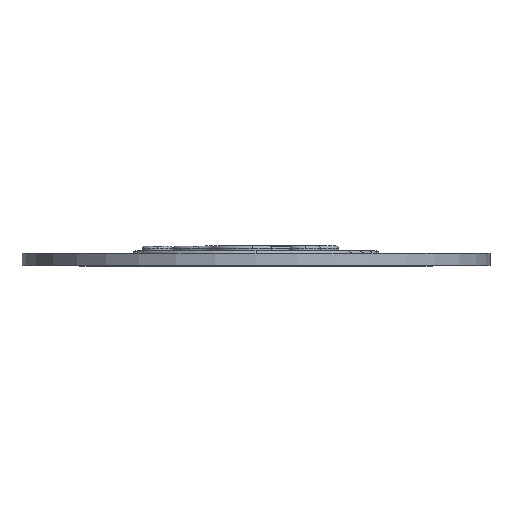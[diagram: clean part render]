
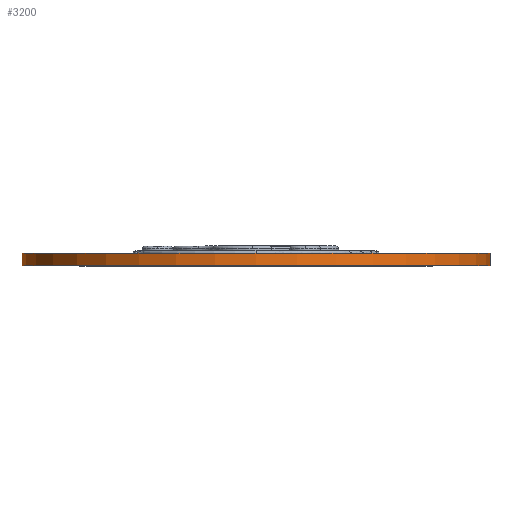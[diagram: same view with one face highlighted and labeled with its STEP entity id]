
A CAD part, top view. The second image highlights one B-rep face of the part: STEP entity #3200.
In plain terms, the highlighted cylindrical face has radius 95 mm (diameter 190 mm), a partial arc.
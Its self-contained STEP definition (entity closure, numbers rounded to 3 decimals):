
#18 = CARTESIAN_POINT ( 'NONE',  ( 0., 26.091, 0. ) ) ;
#43 = CARTESIAN_POINT ( 'NONE',  ( 0., 31.091, 0. ) ) ;
#116 = CIRCLE ( 'NONE', #2388, 95. ) ;
#283 = CIRCLE ( 'NONE', #3383, 95. ) ;
#290 = ORIENTED_EDGE ( 'NONE', *, *, #4054, .F. ) ;
#315 = EDGE_CURVE ( 'NONE', #4798, #4635, #4488, .T. ) ;
#595 = CARTESIAN_POINT ( 'NONE',  ( 95., 26.091, 0. ) ) ;
#837 = DIRECTION ( 'NONE',  ( 0., -1., 0. ) ) ;
#859 = DIRECTION ( 'NONE',  ( 0., 0., -1. ) ) ;
#886 = DIRECTION ( 'NONE',  ( 0., -1., 0. ) ) ;
#952 = CARTESIAN_POINT ( 'NONE',  ( 95., 31.091, 0. ) ) ;
#1115 = ORIENTED_EDGE ( 'NONE', *, *, #4132, .T. ) ;
#1413 = CARTESIAN_POINT ( 'NONE',  ( -95., 31.091, 0. ) ) ;
#1434 = CYLINDRICAL_SURFACE ( 'NONE', #2584, 95. ) ;
#1639 = CARTESIAN_POINT ( 'NONE',  ( 95., 31.091, 0. ) ) ;
#1725 = LINE ( 'NONE', #4506, #2974 ) ;
#2132 = DIRECTION ( 'NONE',  ( 0., -1., 0. ) ) ;
#2388 = AXIS2_PLACEMENT_3D ( 'NONE', #43, #886, #859 ) ;
#2526 = VERTEX_POINT ( 'NONE', #3686 ) ;
#2584 = AXIS2_PLACEMENT_3D ( 'NONE', #3032, #4624, #4719 ) ;
#2974 = VECTOR ( 'NONE', #4078, 1000. ) ;
#3032 = CARTESIAN_POINT ( 'NONE',  ( 0., 31.091, 0. ) ) ;
#3200 = ADVANCED_FACE ( 'NONE', ( #5014 ), #1434, .T. ) ;
#3296 = ORIENTED_EDGE ( 'NONE', *, *, #4123, .T. ) ;
#3383 = AXIS2_PLACEMENT_3D ( 'NONE', #18, #837, #4375 ) ;
#3677 = EDGE_LOOP ( 'NONE', ( #1115, #3296, #290, #4592 ) ) ;
#3686 = CARTESIAN_POINT ( 'NONE',  ( -95., 26.091, 0. ) ) ;
#4054 = EDGE_CURVE ( 'NONE', #4635, #2526, #283, .T. ) ;
#4078 = DIRECTION ( 'NONE',  ( 0., -1., 0. ) ) ;
#4123 = EDGE_CURVE ( 'NONE', #4654, #2526, #1725, .T. ) ;
#4132 = EDGE_CURVE ( 'NONE', #4798, #4654, #116, .T. ) ;
#4375 = DIRECTION ( 'NONE',  ( 0., 0., -1. ) ) ;
#4411 = VECTOR ( 'NONE', #2132, 1000. ) ;
#4488 = LINE ( 'NONE', #952, #4411 ) ;
#4506 = CARTESIAN_POINT ( 'NONE',  ( -95., 31.091, 0. ) ) ;
#4592 = ORIENTED_EDGE ( 'NONE', *, *, #315, .F. ) ;
#4624 = DIRECTION ( 'NONE',  ( 0., -1., 0. ) ) ;
#4635 = VERTEX_POINT ( 'NONE', #595 ) ;
#4654 = VERTEX_POINT ( 'NONE', #1413 ) ;
#4719 = DIRECTION ( 'NONE',  ( 1., 0., 0. ) ) ;
#4798 = VERTEX_POINT ( 'NONE', #1639 ) ;
#5014 = FACE_OUTER_BOUND ( 'NONE', #3677, .T. ) ;
